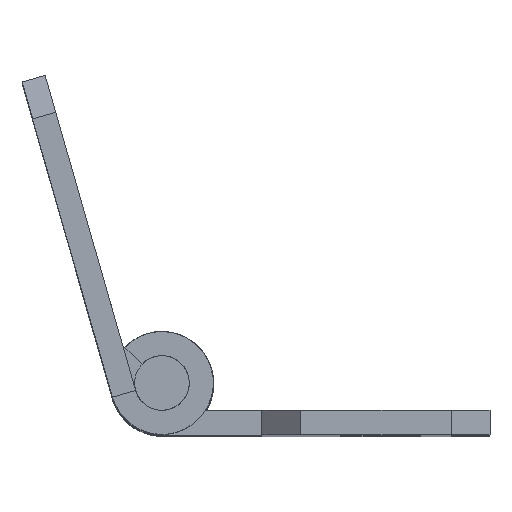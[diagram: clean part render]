
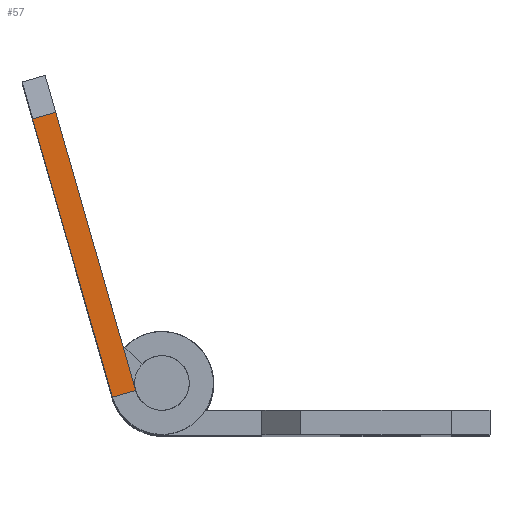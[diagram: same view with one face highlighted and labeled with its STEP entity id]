
A CAD part, top view. The second image highlights one B-rep face of the part: STEP entity #57.
In plain terms, the highlighted face is planar.
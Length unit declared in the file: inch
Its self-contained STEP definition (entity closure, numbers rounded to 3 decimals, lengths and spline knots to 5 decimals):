
#57 = ADVANCED_FACE ( 'NONE', ( #2084 ), #1666, .F. ) ;
#164 = EDGE_CURVE ( 'NONE', #2240, #2241, #2082, .T. ) ;
#251 = EDGE_CURVE ( 'NONE', #2298, #2241, #3434, .T. ) ;
#259 = EDGE_CURVE ( 'NONE', #2349, #2240, #3538, .T. ) ;
#582 = EDGE_CURVE ( 'NONE', #2349, #2298, #4605, .T. ) ;
#677 = AXIS2_PLACEMENT_3D ( 'NONE', #1661, #1670, #1668 ) ;
#1112 = CARTESIAN_POINT ( 'NONE',  ( -0.625, 0.055, -1.25 ) ) ;
#1113 = DIRECTION ( 'NONE',  ( -1., 0., 0. ) ) ;
#1648 = DIRECTION ( 'NONE',  ( 0., -1., 0. ) ) ;
#1649 = CARTESIAN_POINT ( 'NONE',  ( 0.03661, 0.055, -1.25 ) ) ;
#1661 = CARTESIAN_POINT ( 'NONE',  ( -0.625, 0.055, -1.25 ) ) ;
#1666 = PLANE ( 'NONE',  #677 ) ;
#1668 = DIRECTION ( 'NONE',  ( 1., 0., 0. ) ) ;
#1670 = DIRECTION ( 'NONE',  ( 0., 0., 1. ) ) ;
#1674 = CARTESIAN_POINT ( 'NONE',  ( -0.625, 0., -1.25 ) ) ;
#1681 = DIRECTION ( 'NONE',  ( -1., 0., 0. ) ) ;
#1813 = DIRECTION ( 'NONE',  ( 0., -1., 0. ) ) ;
#1814 = CARTESIAN_POINT ( 'NONE',  ( -0.625, 0.055, -1.25 ) ) ;
#2053 = VECTOR ( 'NONE', #1681, 39.37008 ) ;
#2082 = LINE ( 'NONE', #1674, #2053 ) ;
#2084 = FACE_OUTER_BOUND ( 'NONE', #3248, .T. ) ;
#2240 = VERTEX_POINT ( 'NONE', #2789 ) ;
#2241 = VERTEX_POINT ( 'NONE', #2790 ) ;
#2298 = VERTEX_POINT ( 'NONE', #2847 ) ;
#2349 = VERTEX_POINT ( 'NONE', #2896 ) ;
#2789 = CARTESIAN_POINT ( 'NONE',  ( 0.03661, 0., -1.25 ) ) ;
#2790 = CARTESIAN_POINT ( 'NONE',  ( -0.625, 0., -1.25 ) ) ;
#2847 = CARTESIAN_POINT ( 'NONE',  ( -0.625, 0.055, -1.25 ) ) ;
#2896 = CARTESIAN_POINT ( 'NONE',  ( 0.03661, 0.055, -1.25 ) ) ;
#3248 = EDGE_LOOP ( 'NONE', ( #4159, #4158, #4153, #4152 ) ) ;
#3433 = VECTOR ( 'NONE', #1813, 39.37008 ) ;
#3434 = LINE ( 'NONE', #1814, #3433 ) ;
#3537 = VECTOR ( 'NONE', #1648, 39.37008 ) ;
#3538 = LINE ( 'NONE', #1649, #3537 ) ;
#4152 = ORIENTED_EDGE ( 'NONE', *, *, #582, .F. ) ;
#4153 = ORIENTED_EDGE ( 'NONE', *, *, #251, .F. ) ;
#4158 = ORIENTED_EDGE ( 'NONE', *, *, #164, .T. ) ;
#4159 = ORIENTED_EDGE ( 'NONE', *, *, #259, .T. ) ;
#4605 = LINE ( 'NONE', #1112, #4606 ) ;
#4606 = VECTOR ( 'NONE', #1113, 39.37008 ) ;
